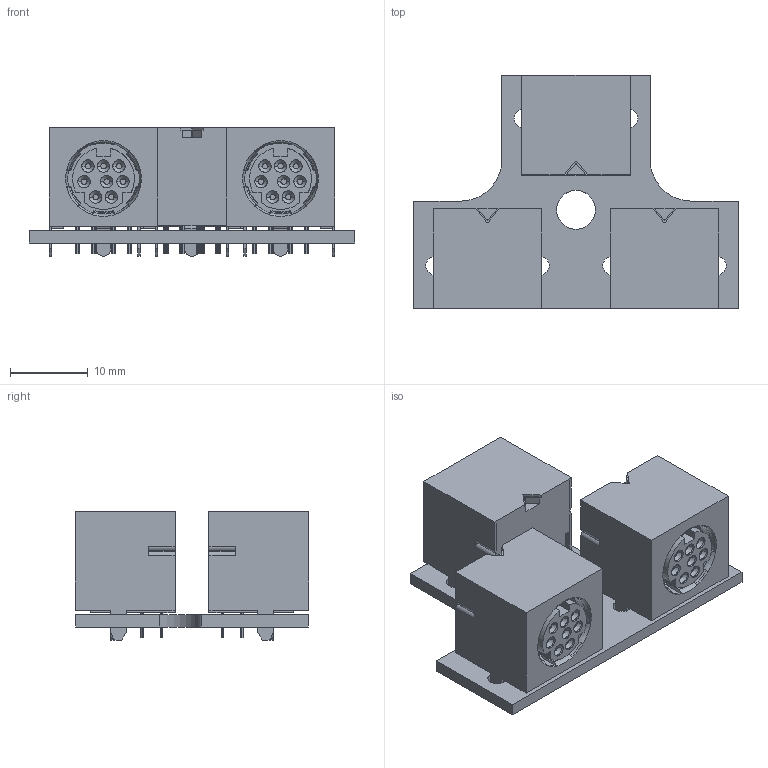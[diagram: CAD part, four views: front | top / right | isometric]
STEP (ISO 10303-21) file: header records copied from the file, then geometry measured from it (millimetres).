
FILE_DESCRIPTION(('KiCad electronic assembly'),'2;1');
FILE_NAME('CDI-SPLITTER.step','2022-02-09T14:39:55',('Pcbnew'),('Kicad') ,'Open CASCADE STEP processor 7.6','KiCad to STEP converter','Unknown' );
FILE_SCHEMA(('AUTOMOTIVE_DESIGN { 1 0 10303 214 1 1 1 1 }'));
Length unit declared in the file: millimetre
Products named in the file (4): CDI-SPLITTER 1; 5749267-1; SOLID; CDI-SPLITTER PCB
Assembly tree (5 placements, depth 3):
  CDI-SPLITTER 1
    5749267-1  x3
      SOLID
    CDI-SPLITTER PCB
Bounding box: 41.88 x 30.02 x 16.56 mm (x, y, z)
Volume: 7334.5 mm3; surface area: 9609.5 mm2
Topology: 4 solids, 4 shells, 1249 faces, 3396 edges, 2218 vertices
Faces by surface type: bspline 1203, cylinder 36, plane 10
Full cylindrical faces by diameter (mm): 0.97 x24, 2.37 x9, 5 x1
Entity records: 28672 total; most frequent: CARTESIAN_POINT 12333, B_SPLINE_CURVE_WITH_KNOTS 2690, ORIENTED_EDGE 2440, PCURVE 2440, DEFINITIONAL_REPRESENTATION 2440, EDGE_CURVE 1220, SURFACE_CURVE 1186, VERTEX_POINT 798
